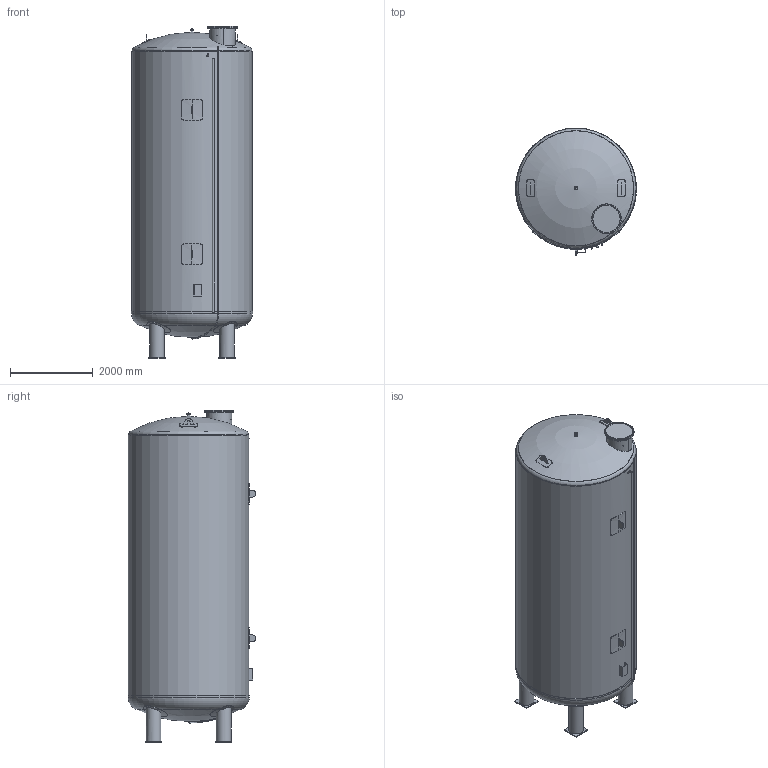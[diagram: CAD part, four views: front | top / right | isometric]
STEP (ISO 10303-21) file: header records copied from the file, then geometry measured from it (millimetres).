
FILE_DESCRIPTION((''),'2;1');
FILE_NAME('Z-38_12-260_Behälter_ø2900_050m³_Dichte=1,0.stp','2014-02-18T15:27:58',('yh'),(''),'Autodesk Inventor 2012','Autodesk Inventor 2012','');
FILE_SCHEMA(('AUTOMOTIVE_DESIGN { 1 0 10303 214 1 1 1 1 }'));
Length unit declared in the file: millimetre
Products named in the file (1): Z-38_12-260_Behälter_ø2900_050m³_Dichte=1,0
Bounding box: 2934 x 3097 x 8038.62 mm (x, y, z)
Volume: 45166886481.8 mm3; surface area: 101120132.4 mm2
Topology: 12 solids, 16 shells, 1234 faces, 2881 edges, 1813 vertices
Faces by surface type: plane 728, cone 298, cylinder 164, torus 24, sphere 20
Full cylindrical faces by diameter (mm): 14 x1, 16 x64, 21.3 x3, 22.5 x32, 33.7 x1, 39.5 x1, 48.3 x1, 60.3 x2, 66.3 x1, 82.3 x1, 230 x4, 336.6 x4, 355.6 x4, 598 x1, 600 x4, 610 x1, 660 x1, 720 x2, 2886 x1, 2900 x1, 2918 x1, 2934 x1
Entity records: 36338 total; most frequent: CARTESIAN_POINT 10236, ORIENTED_EDGE 5128, DIRECTION 4810, EDGE_CURVE 2564, AXIS2_PLACEMENT_3D 1910, VERTEX_POINT 1746, EDGE_LOOP 1706, FACE_OUTER_BOUND 1234
